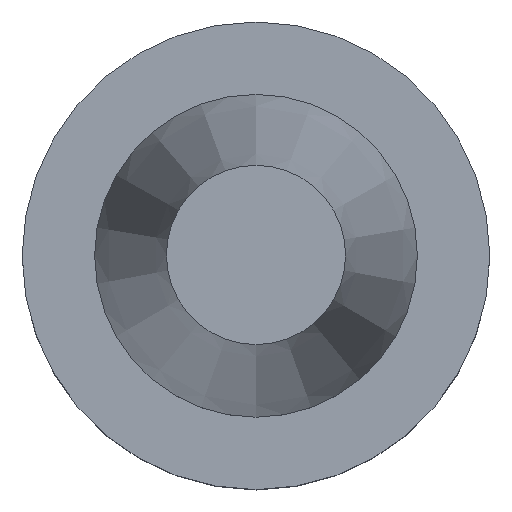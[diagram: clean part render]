
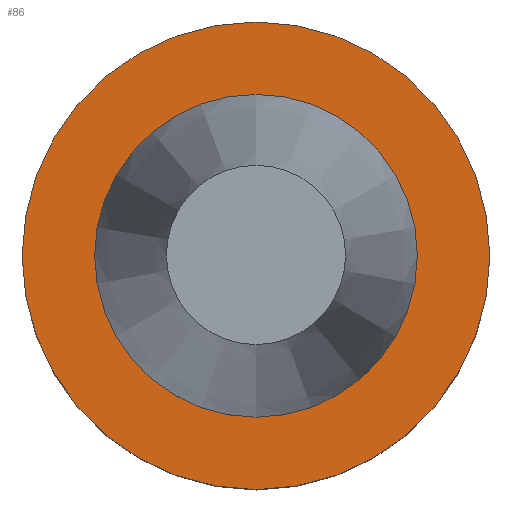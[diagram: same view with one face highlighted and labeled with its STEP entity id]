
A CAD part, top view. The second image highlights one B-rep face of the part: STEP entity #86.
In plain terms, the highlighted planar face has unit normal (0, 0, 1).
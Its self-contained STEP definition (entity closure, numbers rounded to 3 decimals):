
#86=ADVANCED_FACE('Unnamed[1]',(#196,#197),#198,.T.);
#91=EDGE_CURVE('Unnamed[1]',#205,#205,#206,.T.);
#100=EDGE_CURVE('Unnamed[1]',#219,#219,#220,.T.);
#196=FACE_OUTER_BOUND('',#332,.T.);
#197=FACE_BOUND('',#333,.T.);
#198=PLANE('',#334);
#205=VERTEX_POINT('',#343);
#206=CIRCLE('',#344,15.875);
#219=VERTEX_POINT('',#361);
#220=CIRCLE('',#362,23.0);
#332=EDGE_LOOP('',(#476));
#333=EDGE_LOOP('',(#477));
#334=AXIS2_PLACEMENT_3D('',#478,#479,#480);
#343=CARTESIAN_POINT('',(0.,15.875,-1.));
#344=AXIS2_PLACEMENT_3D('',#487,#488,#489);
#361=CARTESIAN_POINT('',(0.,23.0,-1.));
#362=AXIS2_PLACEMENT_3D('',#502,#503,#504);
#476=ORIENTED_EDGE('',*,*,#100,.F.);
#477=ORIENTED_EDGE('',*,*,#91,.T.);
#478=CARTESIAN_POINT('',(0.,19.438,-1.));
#479=DIRECTION('',(0.,0.,1.0));
#480=DIRECTION('',(0.,-1.0,0.));
#487=CARTESIAN_POINT('',(0.,0.,-1.0));
#488=DIRECTION('',(0.,0.,-1.0));
#489=DIRECTION('',(0.,1.0,0.));
#502=CARTESIAN_POINT('',(0.,0.,-1.0));
#503=DIRECTION('',(0.,0.,-1.0));
#504=DIRECTION('',(0.,1.0,0.));
